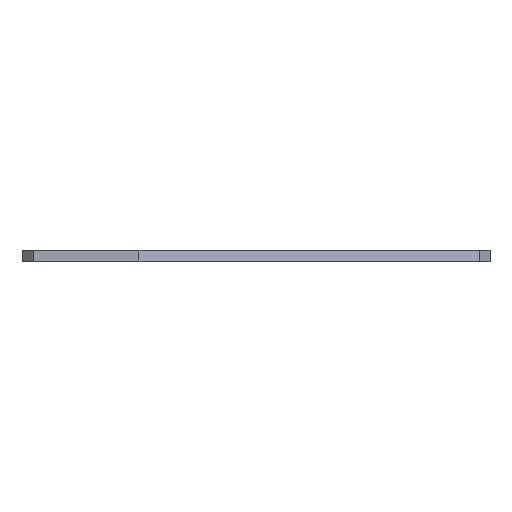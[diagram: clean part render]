
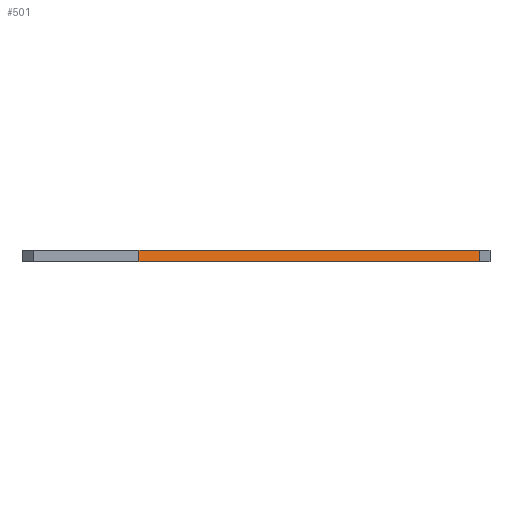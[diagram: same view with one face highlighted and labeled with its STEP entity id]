
A CAD part, left-side view. The second image highlights one B-rep face of the part: STEP entity #501.
In plain terms, the highlighted planar face has unit normal (-0.894, -0.447, 0).
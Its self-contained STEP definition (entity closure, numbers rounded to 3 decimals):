
#22 = CARTESIAN_POINT ( 'NONE',  ( -10., -80., 0. ) ) ;
#23 = VECTOR ( 'NONE', #534, 1000. ) ;
#66 = FACE_OUTER_BOUND ( 'NONE', #859, .T. ) ;
#113 = CARTESIAN_POINT ( 'NONE',  ( -10., -80., 2. ) ) ;
#118 = DIRECTION ( 'NONE',  ( 0.894, 0.447, 0. ) ) ;
#119 = EDGE_CURVE ( 'NONE', #333, #394, #799, .T. ) ;
#143 = EDGE_CURVE ( 'NONE', #395, #333, #713, .T. ) ;
#270 = EDGE_CURVE ( 'NONE', #394, #745, #314, .T. ) ;
#314 = LINE ( 'NONE', #731, #23 ) ;
#320 = ORIENTED_EDGE ( 'NONE', *, *, #479, .F. ) ;
#333 = VERTEX_POINT ( 'NONE', #879 ) ;
#339 = ORIENTED_EDGE ( 'NONE', *, *, #270, .T. ) ;
#349 = PLANE ( 'NONE',  #488 ) ;
#351 = ORIENTED_EDGE ( 'NONE', *, *, #119, .T. ) ;
#394 = VERTEX_POINT ( 'NONE', #633 ) ;
#395 = VERTEX_POINT ( 'NONE', #826 ) ;
#396 = DIRECTION ( 'NONE',  ( -0.447, 0.894, 0. ) ) ;
#403 = CARTESIAN_POINT ( 'NONE',  ( -10., -80., 2. ) ) ;
#479 = EDGE_CURVE ( 'NONE', #395, #745, #691, .T. ) ;
#488 = AXIS2_PLACEMENT_3D ( 'NONE', #113, #118, #396 ) ;
#500 = DIRECTION ( 'NONE',  ( 0., 0., -1. ) ) ;
#501 = ADVANCED_FACE ( 'NONE', ( #66 ), #349, .F. ) ;
#511 = VECTOR ( 'NONE', #722, 1000. ) ;
#534 = DIRECTION ( 'NONE',  ( 0., 0., 1. ) ) ;
#569 = VECTOR ( 'NONE', #500, 1000. ) ;
#625 = ORIENTED_EDGE ( 'NONE', *, *, #143, .T. ) ;
#633 = CARTESIAN_POINT ( 'NONE',  ( -10.894, -78.211, 0. ) ) ;
#691 = LINE ( 'NONE', #403, #765 ) ;
#713 = LINE ( 'NONE', #790, #569 ) ;
#722 = DIRECTION ( 'NONE',  ( 0.447, -0.894, 0. ) ) ;
#731 = CARTESIAN_POINT ( 'NONE',  ( -10.894, -78.211, 2. ) ) ;
#745 = VERTEX_POINT ( 'NONE', #887 ) ;
#765 = VECTOR ( 'NONE', #776, 1000. ) ;
#776 = DIRECTION ( 'NONE',  ( 0.447, -0.894, 0. ) ) ;
#790 = CARTESIAN_POINT ( 'NONE',  ( -40., -20., 2. ) ) ;
#799 = LINE ( 'NONE', #22, #511 ) ;
#826 = CARTESIAN_POINT ( 'NONE',  ( -40., -20., 2. ) ) ;
#859 = EDGE_LOOP ( 'NONE', ( #351, #339, #320, #625 ) ) ;
#879 = CARTESIAN_POINT ( 'NONE',  ( -40., -20., 0. ) ) ;
#887 = CARTESIAN_POINT ( 'NONE',  ( -10.894, -78.211, 2. ) ) ;
